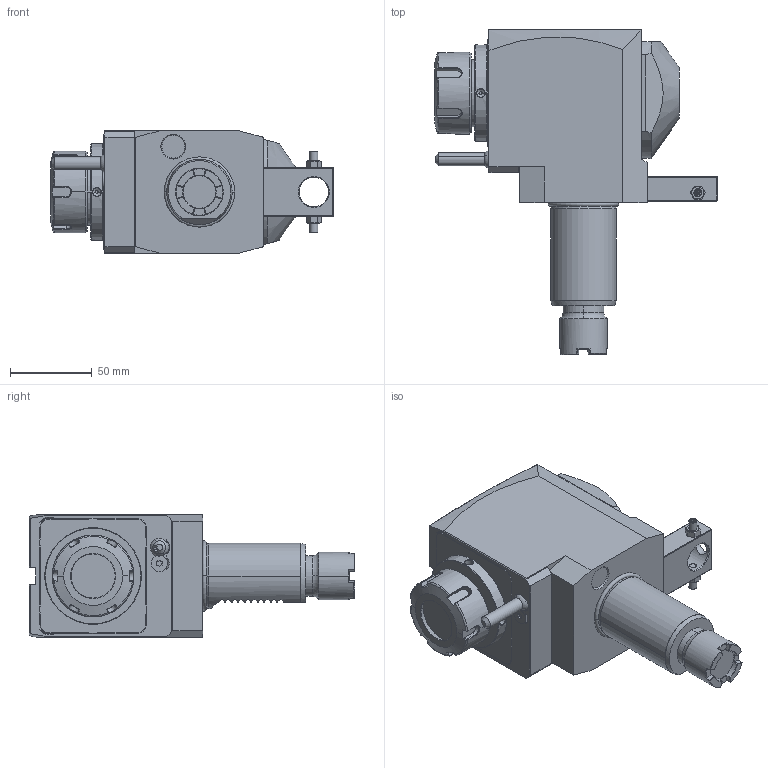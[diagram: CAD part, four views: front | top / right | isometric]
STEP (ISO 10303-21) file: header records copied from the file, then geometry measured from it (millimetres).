
FILE_DESCRIPTION((''),'2;1');
FILE_NAME('NGT1_40_251_32_2_2_67JAS','2022-06-21T',('vali'),('NOVA GRUP'),'PRO/ENGINEER BY PARAMETRIC TECHNOLOGY CORPORATION, 2010280','PRO/ENGINEER BY PARAMETRIC TECHNOLOGY CORPORATION, 2010280','');
FILE_SCHEMA(('CONFIG_CONTROL_DESIGN'));
Length unit declared in the file: millimetre
Products named in the file (1): NGT1_40_251_32_2_2_67JAS
Bounding box: 173.1 x 199 x 75 mm (x, y, z)
Volume: 953169 mm3; surface area: 79300.3 mm2
Topology: 1 solids, 1 shells, 498 faces, 1277 edges, 794 vertices
Faces by surface type: plane 226, cylinder 99, cone 90, bspline 66, torus 15, sphere 2
Entity records: 20663 total; most frequent: CARTESIAN_POINT 9501, ORIENTED_EDGE 2530, DIRECTION 1946, EDGE_CURVE 1265, VERTEX_POINT 794, AXIS2_PLACEMENT_3D 684, VECTOR 578, LINE 578
